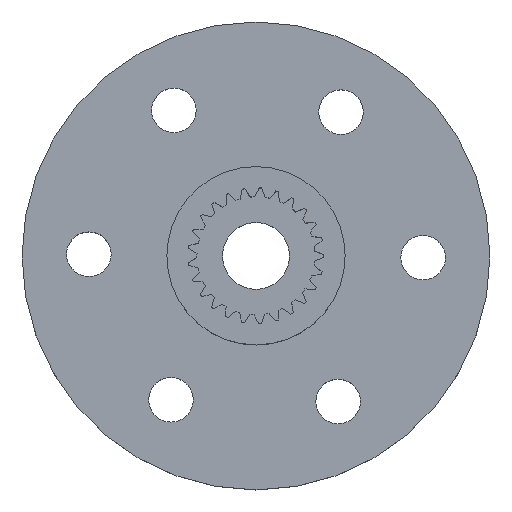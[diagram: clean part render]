
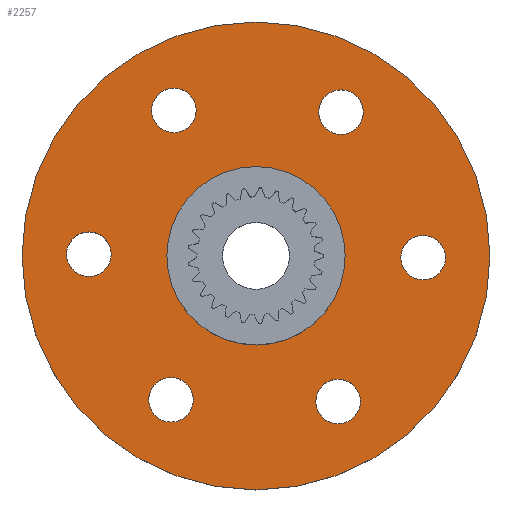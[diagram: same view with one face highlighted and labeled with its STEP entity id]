
A CAD part, top view. The second image highlights one B-rep face of the part: STEP entity #2257.
In plain terms, the highlighted planar face has unit normal (0, 0, 1).
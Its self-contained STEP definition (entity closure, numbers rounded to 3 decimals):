
#43=FACE_BOUND('',#344,.T.);
#44=FACE_BOUND('',#345,.T.);
#45=FACE_BOUND('',#346,.T.);
#46=FACE_BOUND('',#347,.T.);
#47=FACE_BOUND('',#348,.T.);
#48=FACE_BOUND('',#349,.T.);
#49=FACE_BOUND('',#350,.T.);
#110=PLANE('',#2481);
#225=FACE_OUTER_BOUND('',#343,.T.);
#343=EDGE_LOOP('',(#2093));
#344=EDGE_LOOP('',(#2094));
#345=EDGE_LOOP('',(#2095));
#346=EDGE_LOOP('',(#2096));
#347=EDGE_LOOP('',(#2097));
#348=EDGE_LOOP('',(#2098));
#349=EDGE_LOOP('',(#2099));
#350=EDGE_LOOP('',(#2100));
#783=CIRCLE('',#2280,1.);
#785=CIRCLE('',#2283,1.);
#787=CIRCLE('',#2286,1.);
#789=CIRCLE('',#2289,1.);
#791=CIRCLE('',#2292,1.);
#793=CIRCLE('',#2295,1.);
#896=CIRCLE('',#2477,4.);
#897=CIRCLE('',#2479,10.5);
#903=VERTEX_POINT('',#3128);
#905=VERTEX_POINT('',#3134);
#907=VERTEX_POINT('',#3140);
#909=VERTEX_POINT('',#3146);
#911=VERTEX_POINT('',#3152);
#913=VERTEX_POINT('',#3158);
#1116=VERTEX_POINT('',#3895);
#1117=VERTEX_POINT('',#3899);
#1125=EDGE_CURVE('',#903,#903,#783,.T.);
#1128=EDGE_CURVE('',#905,#905,#785,.T.);
#1131=EDGE_CURVE('',#907,#907,#787,.T.);
#1134=EDGE_CURVE('',#909,#909,#789,.T.);
#1137=EDGE_CURVE('',#911,#911,#791,.T.);
#1140=EDGE_CURVE('',#913,#913,#793,.T.);
#1445=EDGE_CURVE('',#1116,#1116,#896,.T.);
#1446=EDGE_CURVE('',#1117,#1117,#897,.T.);
#2093=ORIENTED_EDGE('',*,*,#1446,.T.);
#2094=ORIENTED_EDGE('',*,*,#1125,.T.);
#2095=ORIENTED_EDGE('',*,*,#1128,.T.);
#2096=ORIENTED_EDGE('',*,*,#1131,.T.);
#2097=ORIENTED_EDGE('',*,*,#1134,.T.);
#2098=ORIENTED_EDGE('',*,*,#1137,.T.);
#2099=ORIENTED_EDGE('',*,*,#1140,.T.);
#2100=ORIENTED_EDGE('',*,*,#1445,.T.);
#2257=ADVANCED_FACE('',(#225,#43,#44,#45,#46,#47,#48,#49),#110,.T.);
#2280=AXIS2_PLACEMENT_3D('',#3130,#2501,#2502);
#2283=AXIS2_PLACEMENT_3D('',#3136,#2508,#2509);
#2286=AXIS2_PLACEMENT_3D('',#3142,#2515,#2516);
#2289=AXIS2_PLACEMENT_3D('',#3148,#2522,#2523);
#2292=AXIS2_PLACEMENT_3D('',#3154,#2529,#2530);
#2295=AXIS2_PLACEMENT_3D('',#3160,#2536,#2537);
#2477=AXIS2_PLACEMENT_3D('',#3897,#3102,#3103);
#2479=AXIS2_PLACEMENT_3D('',#3900,#3106,#3107);
#2481=AXIS2_PLACEMENT_3D('',#3904,#3111,#3112);
#2501=DIRECTION('center_axis',(0.,0.,-1.));
#2502=DIRECTION('ref_axis',(1.,0.,0.));
#2508=DIRECTION('center_axis',(0.,0.,-1.));
#2509=DIRECTION('ref_axis',(1.,0.,0.));
#2515=DIRECTION('center_axis',(0.,0.,-1.));
#2516=DIRECTION('ref_axis',(1.,0.,0.));
#2522=DIRECTION('center_axis',(0.,0.,-1.));
#2523=DIRECTION('ref_axis',(1.,0.,0.));
#2529=DIRECTION('center_axis',(0.,0.,-1.));
#2530=DIRECTION('ref_axis',(1.,0.,0.));
#2536=DIRECTION('center_axis',(0.,0.,-1.));
#2537=DIRECTION('ref_axis',(1.,0.,0.));
#3102=DIRECTION('center_axis',(0.,0.,-1.));
#3103=DIRECTION('ref_axis',(-1.,0.,0.));
#3106=DIRECTION('center_axis',(0.,0.,1.));
#3107=DIRECTION('ref_axis',(1.,0.,0.));
#3111=DIRECTION('center_axis',(0.,0.,1.));
#3112=DIRECTION('ref_axis',(1.,0.,0.));
#3128=CARTESIAN_POINT('',(-14.816,-6.456,2.));
#3130=CARTESIAN_POINT('Origin',(-13.816,-6.456,2.));
#3134=CARTESIAN_POINT('',(-14.683,6.533,2.));
#3136=CARTESIAN_POINT('Origin',(-13.683,6.533,2.));
#3140=CARTESIAN_POINT('',(-7.317,-6.533,2.));
#3142=CARTESIAN_POINT('Origin',(-6.317,-6.533,2.));
#3146=CARTESIAN_POINT('',(-18.5,0.077,2.));
#3148=CARTESIAN_POINT('Origin',(-17.5,0.077,2.));
#3152=CARTESIAN_POINT('',(-7.184,6.457,2.));
#3154=CARTESIAN_POINT('Origin',(-6.184,6.457,2.));
#3158=CARTESIAN_POINT('',(-3.5,-0.077,2.));
#3160=CARTESIAN_POINT('Origin',(-2.5,-0.077,2.));
#3895=CARTESIAN_POINT('',(-6.,0.,2.));
#3897=CARTESIAN_POINT('Origin',(-10.,0.,2.));
#3899=CARTESIAN_POINT('',(-20.5,0.,2.));
#3900=CARTESIAN_POINT('Origin',(-10.,0.,2.));
#3904=CARTESIAN_POINT('Origin',(-10.,0.,2.));
